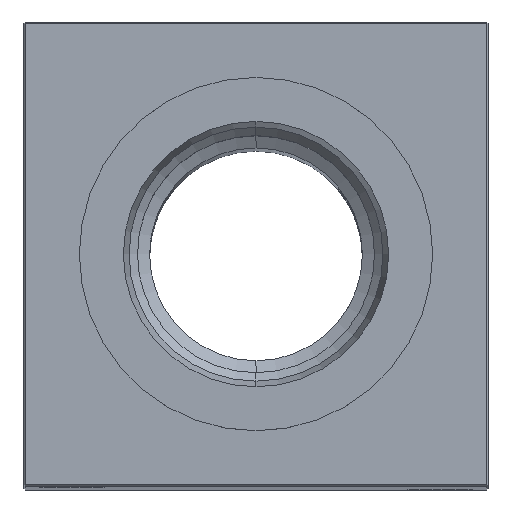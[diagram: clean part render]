
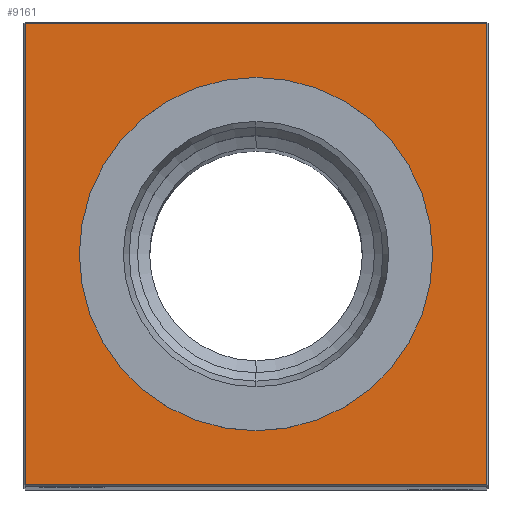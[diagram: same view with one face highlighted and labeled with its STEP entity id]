
A CAD part, top view. The second image highlights one B-rep face of the part: STEP entity #9161.
In plain terms, the highlighted planar face has unit normal (0, 0, 1).
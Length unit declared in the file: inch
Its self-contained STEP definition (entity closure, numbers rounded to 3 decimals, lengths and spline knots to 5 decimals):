
#1143 = DIRECTION ( 'NONE',  ( -1., 0., 0. ) ) ;
#1169 = AXIS2_PLACEMENT_3D ( 'NONE', #15439, #14373, #14243 ) ;
#1204 = VERTEX_POINT ( 'NONE', #20571 ) ;
#2012 = CARTESIAN_POINT ( 'NONE',  ( -1.49, 1.49, 14. ) ) ;
#3038 = FACE_OUTER_BOUND ( 'NONE', #24578, .T. ) ;
#3515 = DIRECTION ( 'NONE',  ( 0., -1., 0. ) ) ;
#3683 = VECTOR ( 'NONE', #21668, 39.37008 ) ;
#3697 = VERTEX_POINT ( 'NONE', #14518 ) ;
#4000 = ORIENTED_EDGE ( 'NONE', *, *, #24662, .T. ) ;
#4489 = EDGE_CURVE ( 'NONE', #3697, #20316, #4854, .T. ) ;
#4854 = LINE ( 'NONE', #14549, #22877 ) ;
#5039 = CARTESIAN_POINT ( 'NONE',  ( 0., 0., 14. ) ) ;
#5097 = LINE ( 'NONE', #19250, #18952 ) ;
#5513 = EDGE_LOOP ( 'NONE', ( #6632, #16148 ) ) ;
#6632 = ORIENTED_EDGE ( 'NONE', *, *, #19080, .T. ) ;
#7315 = CIRCLE ( 'NONE', #10655, 1.14173 ) ;
#7754 = VERTEX_POINT ( 'NONE', #16681 ) ;
#7896 = ORIENTED_EDGE ( 'NONE', *, *, #24792, .T. ) ;
#8557 = ORIENTED_EDGE ( 'NONE', *, *, #4489, .T. ) ;
#8921 = VECTOR ( 'NONE', #22772, 39.37008 ) ;
#9111 = AXIS2_PLACEMENT_3D ( 'NONE', #5039, #20650, #16586 ) ;
#9161 = ADVANCED_FACE ( 'NONE', ( #3038, #17065 ), #25068, .F. ) ;
#9864 = LINE ( 'NONE', #25877, #3683 ) ;
#10184 = VERTEX_POINT ( 'NONE', #21575 ) ;
#10655 = AXIS2_PLACEMENT_3D ( 'NONE', #11470, #14887, #1143 ) ;
#11470 = CARTESIAN_POINT ( 'NONE',  ( 0., 0., 14. ) ) ;
#14243 = DIRECTION ( 'NONE',  ( -1., 0., 0. ) ) ;
#14373 = DIRECTION ( 'NONE',  ( 0., 0., -1. ) ) ;
#14518 = CARTESIAN_POINT ( 'NONE',  ( 1.49, 1.49, 14. ) ) ;
#14546 = CIRCLE ( 'NONE', #9111, 1.14173 ) ;
#14549 = CARTESIAN_POINT ( 'NONE',  ( 0., 1.49, 14. ) ) ;
#14887 = DIRECTION ( 'NONE',  ( 0., 0., -1. ) ) ;
#15439 = CARTESIAN_POINT ( 'NONE',  ( 0., 0., 14. ) ) ;
#15968 = EDGE_CURVE ( 'NONE', #20402, #1204, #9864, .T. ) ;
#16138 = ORIENTED_EDGE ( 'NONE', *, *, #15968, .T. ) ;
#16148 = ORIENTED_EDGE ( 'NONE', *, *, #17768, .T. ) ;
#16586 = DIRECTION ( 'NONE',  ( -1., 0., 0. ) ) ;
#16681 = CARTESIAN_POINT ( 'NONE',  ( 0., -1.14173, 14. ) ) ;
#17065 = FACE_BOUND ( 'NONE', #5513, .T. ) ;
#17768 = EDGE_CURVE ( 'NONE', #7754, #10184, #14546, .T. ) ;
#18578 = LINE ( 'NONE', #20280, #8921 ) ;
#18952 = VECTOR ( 'NONE', #3515, 39.37008 ) ;
#19080 = EDGE_CURVE ( 'NONE', #10184, #7754, #7315, .T. ) ;
#19250 = CARTESIAN_POINT ( 'NONE',  ( -1.49, 0., 14. ) ) ;
#20280 = CARTESIAN_POINT ( 'NONE',  ( 1.49, 0., 14. ) ) ;
#20316 = VERTEX_POINT ( 'NONE', #2012 ) ;
#20402 = VERTEX_POINT ( 'NONE', #25742 ) ;
#20571 = CARTESIAN_POINT ( 'NONE',  ( 1.49, -1.49, 14. ) ) ;
#20650 = DIRECTION ( 'NONE',  ( 0., 0., -1. ) ) ;
#21575 = CARTESIAN_POINT ( 'NONE',  ( 0., 1.14173, 14. ) ) ;
#21668 = DIRECTION ( 'NONE',  ( 1., 0., 0. ) ) ;
#22556 = DIRECTION ( 'NONE',  ( -1., 0., 0. ) ) ;
#22772 = DIRECTION ( 'NONE',  ( 0., 1., 0. ) ) ;
#22877 = VECTOR ( 'NONE', #22556, 39.37008 ) ;
#24578 = EDGE_LOOP ( 'NONE', ( #4000, #16138, #7896, #8557 ) ) ;
#24662 = EDGE_CURVE ( 'NONE', #20316, #20402, #5097, .T. ) ;
#24792 = EDGE_CURVE ( 'NONE', #1204, #3697, #18578, .T. ) ;
#25068 = PLANE ( 'NONE',  #1169 ) ;
#25742 = CARTESIAN_POINT ( 'NONE',  ( -1.49, -1.49, 14. ) ) ;
#25877 = CARTESIAN_POINT ( 'NONE',  ( 0., -1.49, 14. ) ) ;
